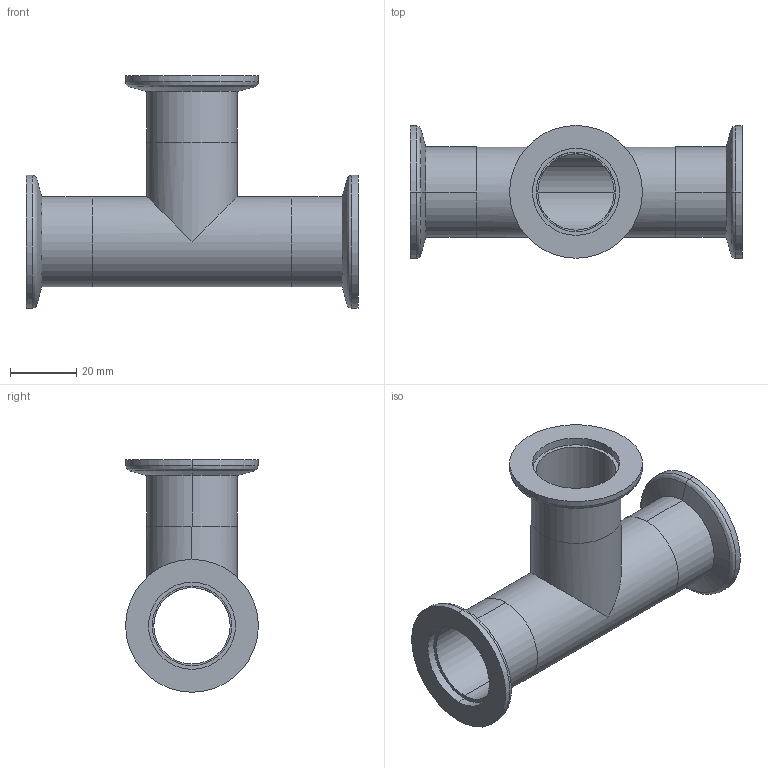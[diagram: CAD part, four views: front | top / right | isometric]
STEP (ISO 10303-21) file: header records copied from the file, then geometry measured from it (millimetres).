
FILE_DESCRIPTION( (''), '2;1');
FILE_NAME ('CAD714.5176.VP7025_19257.stp','2016-04-04T16:21:59',(''),(''),'spGate 11.3.9','spGate','');
FILE_SCHEMA (('AUTOMOTIVE_DESIGN'));
Length unit declared in the file: millimetre
Products named in the file (3): Assembly; VP7025-1; VP3025
Assembly tree (4 placements, depth 2):
  Assembly
    VP7025-1
    VP3025  x3
Bounding box: 100 x 40 x 70 mm (x, y, z)
Volume: 26943.1 mm3; surface area: 26548.2 mm2
Topology: 4 solids, 4 shells, 56 faces, 122 edges, 78 vertices
Faces by surface type: cylinder 32, plane 12, bspline 12
Entity records: 1404 total; most frequent: CARTESIAN_POINT 242, DIRECTION 128, ORIENTED_EDGE 124, COLOUR_RGB 90, PRESENTATION_STYLE_ASSIGNMENT 90, STYLED_ITEM 90, AXIS2_PLACEMENT_3D 64, EDGE_CURVE 62
